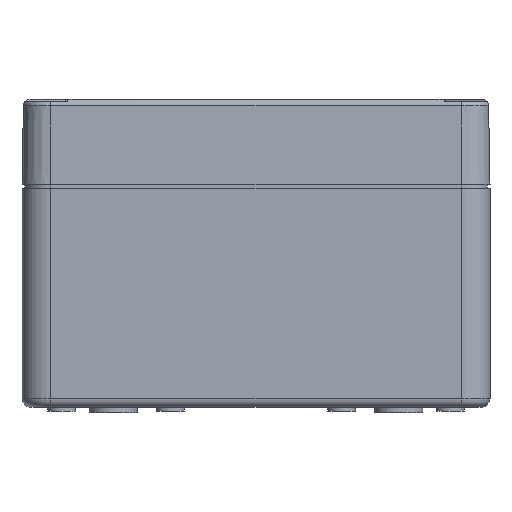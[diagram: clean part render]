
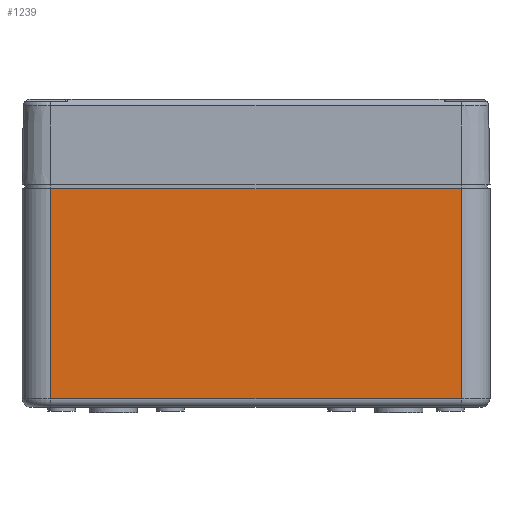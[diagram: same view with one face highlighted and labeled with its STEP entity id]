
A CAD part, front view. The second image highlights one B-rep face of the part: STEP entity #1239.
In plain terms, the highlighted planar face has unit normal (0, -1, 0).
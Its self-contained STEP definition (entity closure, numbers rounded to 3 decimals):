
#1239 = ADVANCED_FACE( '', ( #2855 ), #2856, .F. );
#2855 = FACE_OUTER_BOUND( '', #4911, .T. );
#2856 = PLANE( '', #4912 );
#4911 = EDGE_LOOP( '', ( #8363, #8364, #8365, #8366 ) );
#4912 = AXIS2_PLACEMENT_3D( '', #8367, #8368, #8369 );
#8363 = ORIENTED_EDGE( '', *, *, #13016, .F. );
#8364 = ORIENTED_EDGE( '', *, *, #13017, .T. );
#8365 = ORIENTED_EDGE( '', *, *, #13018, .F. );
#8366 = ORIENTED_EDGE( '', *, *, #13019, .F. );
#8367 = CARTESIAN_POINT( '', ( 36., -81., 0. ) );
#8368 = DIRECTION( '', ( 0., 1., 0. ) );
#8369 = DIRECTION( '', ( 0., 0., 1. ) );
#13016 = EDGE_CURVE( '', #16012, #16013, #16014, .T. );
#13017 = EDGE_CURVE( '', #16012, #15903, #16015, .T. );
#13018 = EDGE_CURVE( '', #15895, #15903, #16016, .T. );
#13019 = EDGE_CURVE( '', #16013, #15895, #16017, .T. );
#15895 = VERTEX_POINT( '', #20150 );
#15903 = VERTEX_POINT( '', #20158 );
#16012 = VERTEX_POINT( '', #20386 );
#16013 = VERTEX_POINT( '', #20387 );
#16014 = LINE( '', #20388, #20389 );
#16015 = LINE( '', #20390, #20391 );
#16016 = LINE( '', #20392, #20393 );
#16017 = LINE( '', #20394, #20395 );
#20150 = CARTESIAN_POINT( '', ( 36., -81., -38.5 ) );
#20158 = CARTESIAN_POINT( '', ( -36., -81., -38.5 ) );
#20386 = CARTESIAN_POINT( '', ( -36., -81., -1.7 ) );
#20387 = CARTESIAN_POINT( '', ( 36., -81., -1.7 ) );
#20388 = CARTESIAN_POINT( '', ( 36., -81., -1.7 ) );
#20389 = VECTOR( '', #23769, 1000. );
#20390 = CARTESIAN_POINT( '', ( -36., -81., 0. ) );
#20391 = VECTOR( '', #23770, 1000. );
#20392 = CARTESIAN_POINT( '', ( 36., -81., -38.5 ) );
#20393 = VECTOR( '', #23771, 1000. );
#20394 = CARTESIAN_POINT( '', ( 36., -81., 0. ) );
#20395 = VECTOR( '', #23772, 1000. );
#23769 = DIRECTION( '', ( 1., 0., 0. ) );
#23770 = DIRECTION( '', ( 0., 0., -1. ) );
#23771 = DIRECTION( '', ( -1., 0., 0. ) );
#23772 = DIRECTION( '', ( 0., 0., -1. ) );
